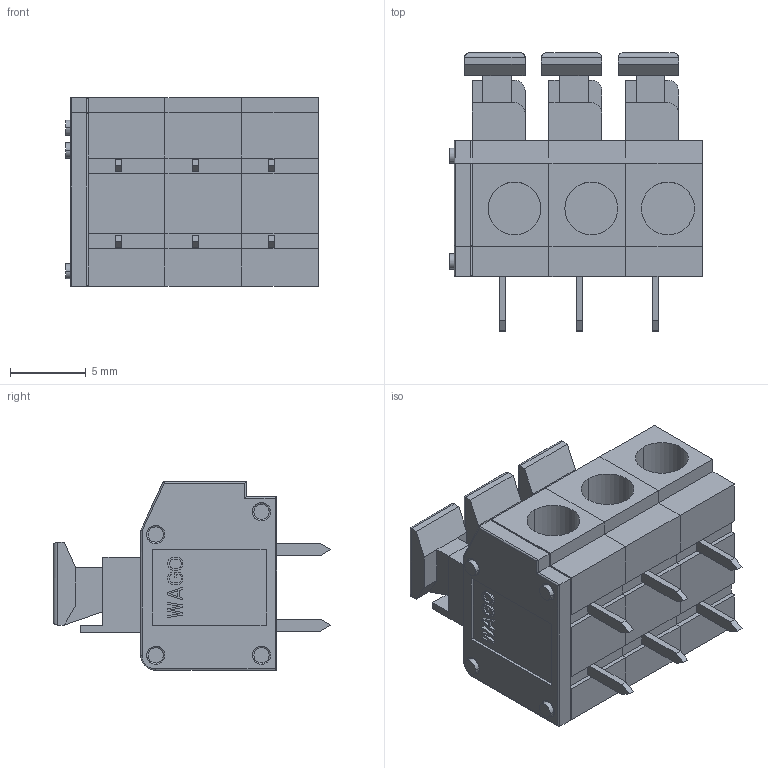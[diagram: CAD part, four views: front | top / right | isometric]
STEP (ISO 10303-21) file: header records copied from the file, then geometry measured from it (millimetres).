
FILE_DESCRIPTION (( 'STEP AP214' ), '1' );
FILE_NAME ('User Library-wago-235-403.STEP', '2020-09-12T15:54:59', ( '' ), ( '' ), 'SwSTEP 2.0', 'SolidWorks 2020', '' );
FILE_SCHEMA (( 'AUTOMOTIVE_DESIGN' ));
Length unit declared in the file: millimetre
Products named in the file (3): WAGO-235-403_CAP; User Library-wago-235-403; WAGO-235-403_SINGLE
Assembly tree (4 placements, depth 2):
  User Library-wago-235-403
    WAGO-235-403_SINGLE  x3
    WAGO-235-403_CAP
Bounding box: 16.74 x 18.4 x 12.5 mm (x, y, z)
Volume: 1656.9 mm3; surface area: 2650.7 mm2
Topology: 4 solids, 4 shells, 473 faces, 1233 edges, 814 vertices
Faces by surface type: plane 345, cylinder 110, bspline 18
Entity records: 12224 total; most frequent: CARTESIAN_POINT 2339, ORIENTED_EDGE 1478, DIRECTION 1296, EDGE_CURVE 739, LINE 580, VECTOR 580, VERTEX_POINT 490, AXIS2_PLACEMENT_3D 358
